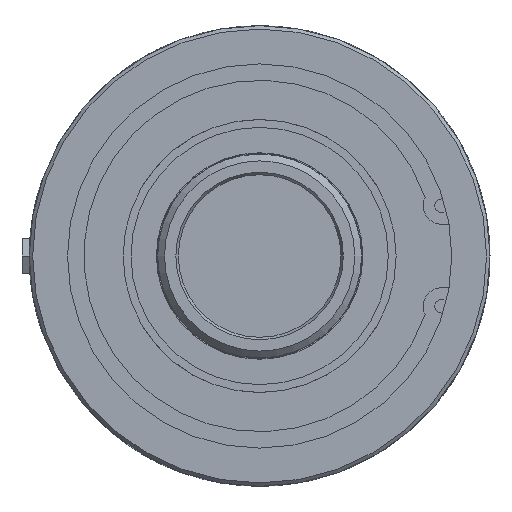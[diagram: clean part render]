
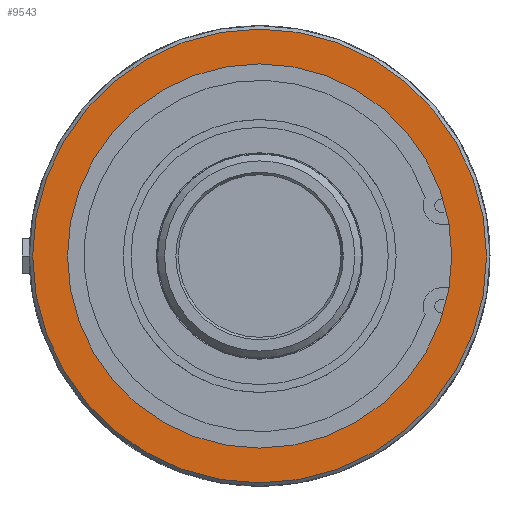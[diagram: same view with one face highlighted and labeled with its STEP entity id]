
A CAD part, left-side view. The second image highlights one B-rep face of the part: STEP entity #9543.
In plain terms, the highlighted planar face has unit normal (-1, 0, 0).
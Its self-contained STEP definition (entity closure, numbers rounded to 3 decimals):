
#328=FACE_BOUND('',#1853,.T.);
#773=PLANE('',#10303);
#1265=FACE_OUTER_BOUND('',#1852,.T.);
#1852=EDGE_LOOP('',(#8675));
#1853=EDGE_LOOP('',(#8676,#8677));
#3737=CIRCLE('',#10301,53.2);
#3738=CIRCLE('',#10304,45.035);
#3739=CIRCLE('',#10305,45.035);
#4644=VERTEX_POINT('',#67621);
#4645=VERTEX_POINT('',#67626);
#4646=VERTEX_POINT('',#67627);
#6007=EDGE_CURVE('',#4644,#4644,#3737,.T.);
#6008=EDGE_CURVE('',#4645,#4646,#3738,.T.);
#6009=EDGE_CURVE('',#4646,#4645,#3739,.T.);
#8675=ORIENTED_EDGE('',*,*,#6007,.F.);
#8676=ORIENTED_EDGE('',*,*,#6008,.T.);
#8677=ORIENTED_EDGE('',*,*,#6009,.T.);
#9543=ADVANCED_FACE('',(#1265,#328),#773,.F.);
#10301=AXIS2_PLACEMENT_3D('',#67623,#12216,#12217);
#10303=AXIS2_PLACEMENT_3D('',#67625,#12220,#12221);
#10304=AXIS2_PLACEMENT_3D('',#67628,#12222,#12223);
#10305=AXIS2_PLACEMENT_3D('',#67629,#12224,#12225);
#12216=DIRECTION('center_axis',(1.,0.,0.));
#12217=DIRECTION('ref_axis',(0.,-1.,0.));
#12220=DIRECTION('center_axis',(1.,0.,0.));
#12221=DIRECTION('ref_axis',(0.,0.,-1.));
#12222=DIRECTION('center_axis',(1.,0.,0.));
#12223=DIRECTION('ref_axis',(0.,1.,0.));
#12224=DIRECTION('center_axis',(1.,0.,0.));
#12225=DIRECTION('ref_axis',(0.,1.,0.));
#67621=CARTESIAN_POINT('',(2.,53.2,0.));
#67623=CARTESIAN_POINT('Origin',(2.,0.,0.));
#67625=CARTESIAN_POINT('Origin',(2.,27.,0.));
#67626=CARTESIAN_POINT('',(2.,45.035,0.));
#67627=CARTESIAN_POINT('',(2.,-45.035,0.));
#67628=CARTESIAN_POINT('Origin',(2.,0.,0.));
#67629=CARTESIAN_POINT('Origin',(2.,0.,0.));
